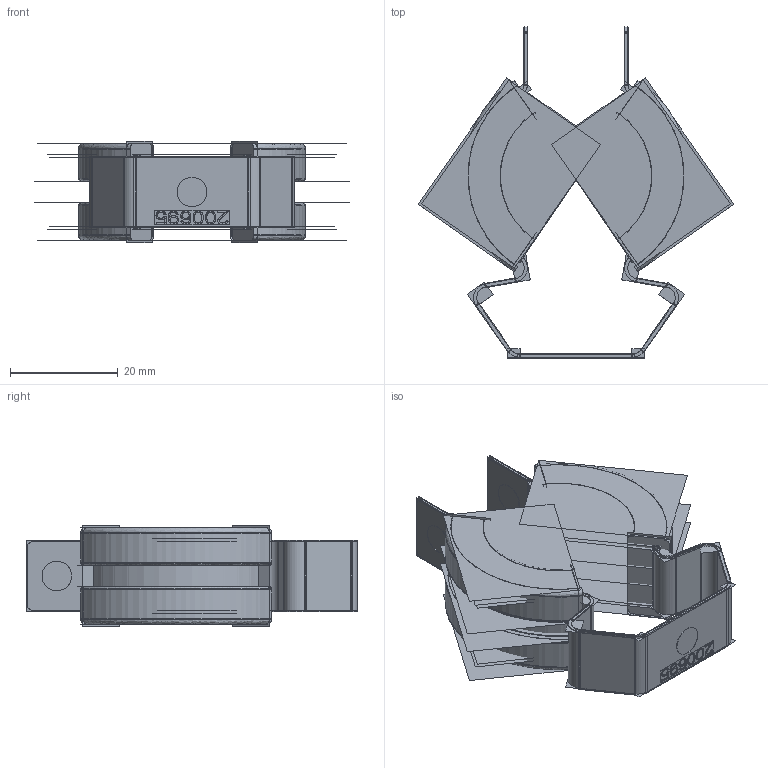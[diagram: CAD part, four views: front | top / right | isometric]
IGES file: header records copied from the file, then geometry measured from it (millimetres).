
Start section:  PTC IGES file: 203554.igs
Global section: file name: 203554.igs; native system: Creo Parametric by PTC Inc.; preprocessor: 2018300; author: pdmadmin; organization: Unknown; date: 20190611.093902; units: millimetre
Bounding box: 58.55 x 61.5 x 18.72 mm (x, y, z)
Volume: 8787.5 mm3; surface area: 50565.7 mm2
Topology: 3 solids, 3 shells, 836 faces, 4088 edges, 4960 vertices
Faces by surface type: bspline 704, revolution 132
